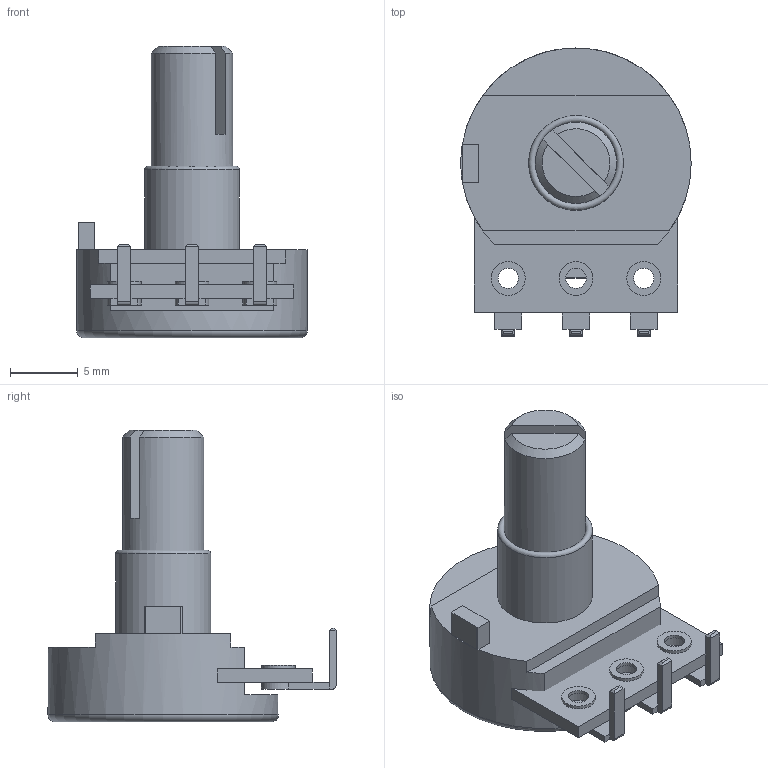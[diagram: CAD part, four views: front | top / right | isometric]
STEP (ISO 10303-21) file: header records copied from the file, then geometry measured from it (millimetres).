
FILE_DESCRIPTION(/* description */ ('','CAx-IF Rec.Pracs.---Representation and Presentation of Product Manufacturing Information (PMI)---4.0---2014-10-13'),/* implementation_level */ '2;1');
FILE_NAME(/* name */ 'R-POT-PDB18-F.step',/* time_stamp */ '2025-01-21T10:25:56-06:00',/* author */ (''),/* organization */ (''),/* preprocessor_version */ 'ST-DEVELOPER v20',/* originating_system */ 'Autodesk Translation Framework v13.20.0.188',/* authorisation */ '');
FILE_SCHEMA (('AP242_MANAGED_MODEL_BASED_3D_ENGINEERING_MIM_LF { 1 0 10303 442 1 1 4 }'));
Length unit declared in the file: millimetre
Products named in the file (1): R-POT-PDB18-F
Bounding box: 17 x 21.25 x 21.5 mm (x, y, z)
Volume: 1882.3 mm3; surface area: 1806.2 mm2
Topology: 9 solids, 9 shells, 106 faces, 241 edges, 154 vertices
Faces by surface type: plane 78, cylinder 24, torus 2, cone 2
Full cylindrical faces by diameter (mm): 1.5 x6, 2.5 x6, 6 x2, 7 x1, 17 x1
Entity records: 3031 total; most frequent: DIRECTION 519, CARTESIAN_POINT 510, ORIENTED_EDGE 482, EDGE_CURVE 241, AXIS2_PLACEMENT_3D 175, LINE 169, VECTOR 169, VERTEX_POINT 154
